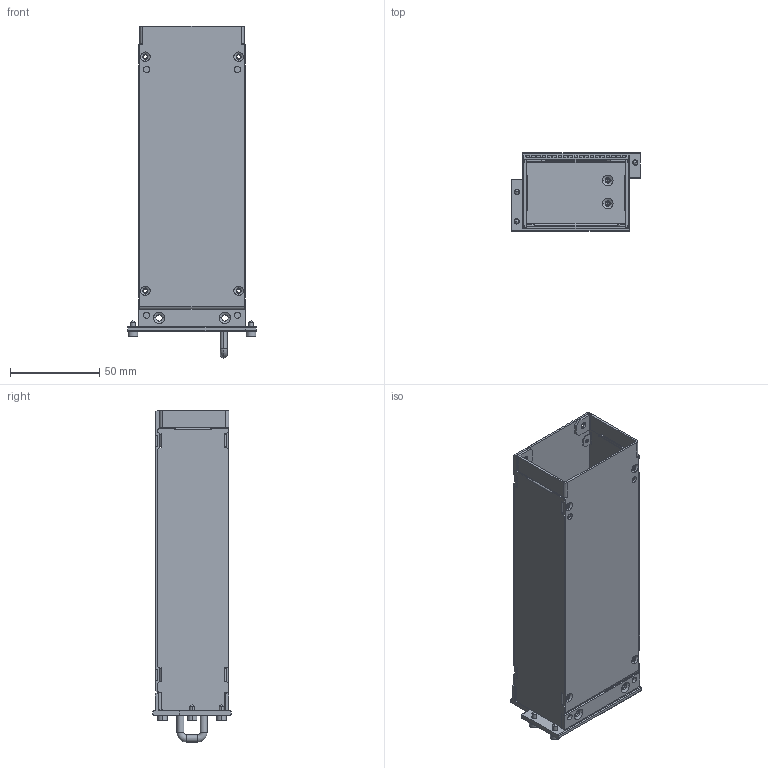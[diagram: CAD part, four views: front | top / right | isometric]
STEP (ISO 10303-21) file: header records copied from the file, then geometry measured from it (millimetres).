
FILE_DESCRIPTION((''),'2;1');
FILE_NAME('0009_ASM_4_ASM_1_ASM','2023-11-07T17:26:30',('wangzixiong'),(''),'CREO PARAMETRIC BY PTC INC, 2021023','CREO PARAMETRIC BY PTC INC, 2021023','');
FILE_SCHEMA(('AUTOMOTIVE_DESIGN { 1 0 10303 214 1 1 1 1 }'));
Length unit declared in the file: millimetre
Products named in the file (9): HANGER-U_2_1_1; CASE3-SDN-POWER_2_1_1; P-FRONT3-SDN-POWER_2_1_1; P-COVER3-R-SDN-POWER_2_1_1; P-SIDE-SDN-POWER_2_1_1; 00_2_1_1; M2-500_2_1_1; M2-5000_ASM_2_ASM_1_ASM_1_ASM; 0009_ASM_4_ASM_1_ASM
Assembly tree (11 placements, depth 3):
  0009_ASM_4_ASM_1_ASM
    HANGER-U_2_1_1
    CASE3-SDN-POWER_2_1_1
    P-FRONT3-SDN-POWER_2_1_1
    P-COVER3-R-SDN-POWER_2_1_1
    P-SIDE-SDN-POWER_2_1_1  x2
    M2-5000_ASM_2_ASM_1_ASM_1_ASM  x3
      00_2_1_1
      M2-500_2_1_1
Bounding box: 72.4 x 44 x 186.5 mm (x, y, z)
Volume: 45878.2 mm3; surface area: 86594.5 mm2
Topology: 12 solids, 12 shells, 725 faces, 1941 edges, 1249 vertices
Faces by surface type: plane 441, cylinder 216, cone 42, bspline 22, torus 4
Entity records: 21173 total; most frequent: CARTESIAN_POINT 3511, DIRECTION 2899, ORIENTED_EDGE 2898, EDGE_CURVE 1449, PRESENTATION_STYLE_ASSIGNMENT 1061, STYLED_ITEM 1061, CURVE_STYLE 1057, VECTOR 1041
